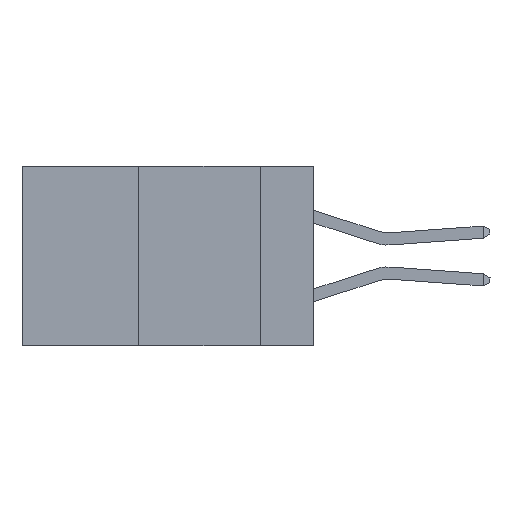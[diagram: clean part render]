
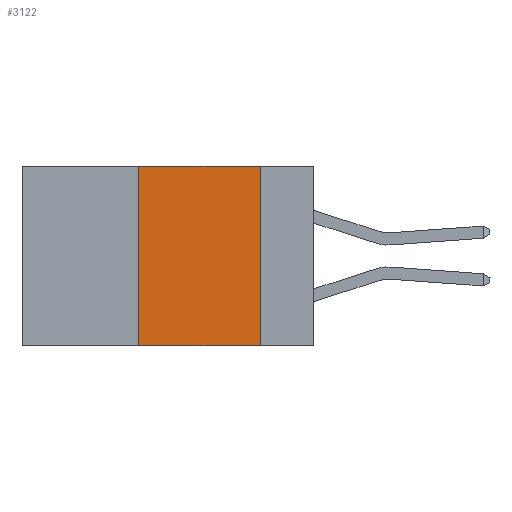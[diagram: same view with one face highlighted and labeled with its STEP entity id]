
A CAD part, left-side view. The second image highlights one B-rep face of the part: STEP entity #3122.
In plain terms, the highlighted planar face has unit normal (-1, 0, 0).
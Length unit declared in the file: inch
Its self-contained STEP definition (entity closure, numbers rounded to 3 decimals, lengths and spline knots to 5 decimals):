
#906 = CARTESIAN_POINT ( 'NONE',  ( 0., 0.11, 0. ) ) ;
#1362 = EDGE_CURVE ( 'NONE', #19712, #19623, #16474, .T. ) ;
#1522 = ORIENTED_EDGE ( 'NONE', *, *, #19469, .T. ) ;
#2538 = DIRECTION ( 'NONE',  ( 0., 0., -1. ) ) ;
#2805 = ORIENTED_EDGE ( 'NONE', *, *, #7191, .F. ) ;
#3122 = ADVANCED_FACE ( 'NONE', ( #3560 ), #23646, .F. ) ;
#3560 = FACE_OUTER_BOUND ( 'NONE', #10784, .T. ) ;
#3712 = DIRECTION ( 'NONE',  ( 0., -1., 0. ) ) ;
#5455 = VERTEX_POINT ( 'NONE', #15842 ) ;
#6077 = VECTOR ( 'NONE', #3712, 39.37008 ) ;
#7001 = LINE ( 'NONE', #16256, #10675 ) ;
#7191 = EDGE_CURVE ( 'NONE', #19623, #5455, #21054, .T. ) ;
#7229 = CARTESIAN_POINT ( 'NONE',  ( 0., 0.6, 0. ) ) ;
#9684 = VECTOR ( 'NONE', #21728, 39.37008 ) ;
#10115 = DIRECTION ( 'NONE',  ( 0., 0., -1. ) ) ;
#10675 = VECTOR ( 'NONE', #14030, 39.37008 ) ;
#10784 = EDGE_LOOP ( 'NONE', ( #2805, #22791, #15267, #1522 ) ) ;
#10806 = AXIS2_PLACEMENT_3D ( 'NONE', #21837, #23485, #10115 ) ;
#11809 = CARTESIAN_POINT ( 'NONE',  ( 0., 0.36, 0. ) ) ;
#11864 = VECTOR ( 'NONE', #2538, 39.37008 ) ;
#12594 = CARTESIAN_POINT ( 'NONE',  ( 0., 0.36, -0.37 ) ) ;
#14030 = DIRECTION ( 'NONE',  ( 0., -1., 0. ) ) ;
#14880 = LINE ( 'NONE', #11809, #9684 ) ;
#15267 = ORIENTED_EDGE ( 'NONE', *, *, #17845, .F. ) ;
#15842 = CARTESIAN_POINT ( 'NONE',  ( 0., 0.11, -0.37 ) ) ;
#16256 = CARTESIAN_POINT ( 'NONE',  ( 0., 0.6, -0.37 ) ) ;
#16474 = LINE ( 'NONE', #7229, #6077 ) ;
#16997 = CARTESIAN_POINT ( 'NONE',  ( 0., 0.36, 0. ) ) ;
#17845 = EDGE_CURVE ( 'NONE', #18798, #19712, #14880, .T. ) ;
#18798 = VERTEX_POINT ( 'NONE', #12594 ) ;
#19038 = CARTESIAN_POINT ( 'NONE',  ( 0., 0.11, 0. ) ) ;
#19469 = EDGE_CURVE ( 'NONE', #18798, #5455, #7001, .T. ) ;
#19623 = VERTEX_POINT ( 'NONE', #906 ) ;
#19712 = VERTEX_POINT ( 'NONE', #16997 ) ;
#21054 = LINE ( 'NONE', #19038, #11864 ) ;
#21728 = DIRECTION ( 'NONE',  ( 0., 0., 1. ) ) ;
#21837 = CARTESIAN_POINT ( 'NONE',  ( 0., 0.6, 0. ) ) ;
#22791 = ORIENTED_EDGE ( 'NONE', *, *, #1362, .F. ) ;
#23485 = DIRECTION ( 'NONE',  ( 1., 0., 0. ) ) ;
#23646 = PLANE ( 'NONE',  #10806 ) ;
